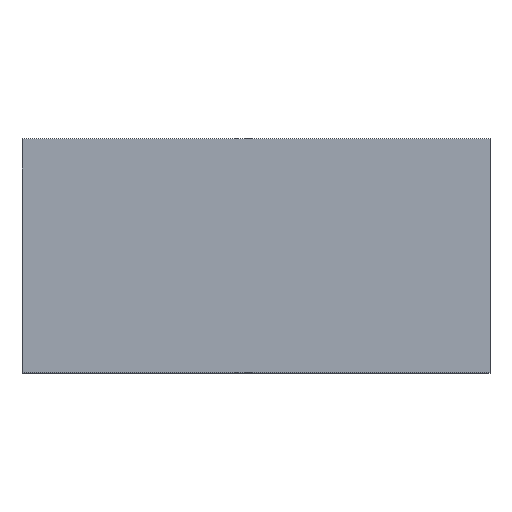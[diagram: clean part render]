
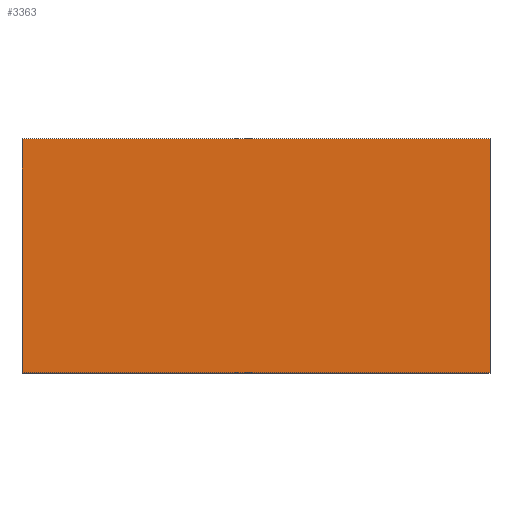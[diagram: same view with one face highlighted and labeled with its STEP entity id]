
A CAD part, top view. The second image highlights one B-rep face of the part: STEP entity #3363.
In plain terms, the highlighted planar face has unit normal (0, 0, 1).
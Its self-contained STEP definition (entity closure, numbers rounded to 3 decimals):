
#3363 = ADVANCED_FACE('',(#3364),#3378,.T.);
#3364 = FACE_BOUND('',#3365,.T.);
#3365 = EDGE_LOOP('',(#3366,#3401,#3429,#3457));
#3366 = ORIENTED_EDGE('',*,*,#3367,.T.);
#3367 = EDGE_CURVE('',#3368,#3370,#3372,.T.);
#3368 = VERTEX_POINT('',#3369);
#3369 = CARTESIAN_POINT('',(301.087,114.537,0.338));
#3370 = VERTEX_POINT('',#3371);
#3371 = CARTESIAN_POINT('',(299.487,114.537,0.338));
#3372 = SURFACE_CURVE('',#3373,(#3377,#3389),.PCURVE_S1.);
#3373 = LINE('',#3374,#3375);
#3374 = CARTESIAN_POINT('',(299.487,114.537,0.338));
#3375 = VECTOR('',#3376,1.);
#3376 = DIRECTION('',(-1.,-0.,0.));
#3377 = PCURVE('',#3378,#3383);
#3378 = PLANE('',#3379);
#3379 = AXIS2_PLACEMENT_3D('',#3380,#3381,#3382);
#3380 = CARTESIAN_POINT('',(299.487,113.737,0.338));
#3381 = DIRECTION('',(0.,0.,1.));
#3382 = DIRECTION('',(1.,0.,-0.));
#3383 = DEFINITIONAL_REPRESENTATION('',(#3384),#3388);
#3384 = LINE('',#3385,#3386);
#3385 = CARTESIAN_POINT('',(0.,0.8));
#3386 = VECTOR('',#3387,1.);
#3387 = DIRECTION('',(-1.,0.));
#3388 = ( GEOMETRIC_REPRESENTATION_CONTEXT(2) 
PARAMETRIC_REPRESENTATION_CONTEXT() REPRESENTATION_CONTEXT('2D SPACE',''
  ) );
#3389 = PCURVE('',#3390,#3395);
#3390 = PLANE('',#3391);
#3391 = AXIS2_PLACEMENT_3D('',#3392,#3393,#3394);
#3392 = CARTESIAN_POINT('',(299.487,114.537,0.338));
#3393 = DIRECTION('',(-0.,1.,0.));
#3394 = DIRECTION('',(0.,0.,1.));
#3395 = DEFINITIONAL_REPRESENTATION('',(#3396),#3400);
#3396 = LINE('',#3397,#3398);
#3397 = CARTESIAN_POINT('',(0.,0.));
#3398 = VECTOR('',#3399,1.);
#3399 = DIRECTION('',(0.,-1.));
#3400 = ( GEOMETRIC_REPRESENTATION_CONTEXT(2) 
PARAMETRIC_REPRESENTATION_CONTEXT() REPRESENTATION_CONTEXT('2D SPACE',''
  ) );
#3401 = ORIENTED_EDGE('',*,*,#3402,.T.);
#3402 = EDGE_CURVE('',#3370,#3403,#3405,.T.);
#3403 = VERTEX_POINT('',#3404);
#3404 = CARTESIAN_POINT('',(299.487,113.737,0.338));
#3405 = SURFACE_CURVE('',#3406,(#3410,#3417),.PCURVE_S1.);
#3406 = LINE('',#3407,#3408);
#3407 = CARTESIAN_POINT('',(299.487,113.737,0.338));
#3408 = VECTOR('',#3409,1.);
#3409 = DIRECTION('',(0.,-1.,-0.));
#3410 = PCURVE('',#3378,#3411);
#3411 = DEFINITIONAL_REPRESENTATION('',(#3412),#3416);
#3412 = LINE('',#3413,#3414);
#3413 = CARTESIAN_POINT('',(0.,0.));
#3414 = VECTOR('',#3415,1.);
#3415 = DIRECTION('',(0.,-1.));
#3416 = ( GEOMETRIC_REPRESENTATION_CONTEXT(2) 
PARAMETRIC_REPRESENTATION_CONTEXT() REPRESENTATION_CONTEXT('2D SPACE',''
  ) );
#3417 = PCURVE('',#3418,#3423);
#3418 = PLANE('',#3419);
#3419 = AXIS2_PLACEMENT_3D('',#3420,#3421,#3422);
#3420 = CARTESIAN_POINT('',(299.487,114.537,0.073));
#3421 = DIRECTION('',(-1.,0.,0.));
#3422 = DIRECTION('',(0.,0.,1.));
#3423 = DEFINITIONAL_REPRESENTATION('',(#3424),#3428);
#3424 = LINE('',#3425,#3426);
#3425 = CARTESIAN_POINT('',(0.265,-0.8));
#3426 = VECTOR('',#3427,1.);
#3427 = DIRECTION('',(0.,-1.));
#3428 = ( GEOMETRIC_REPRESENTATION_CONTEXT(2) 
PARAMETRIC_REPRESENTATION_CONTEXT() REPRESENTATION_CONTEXT('2D SPACE',''
  ) );
#3429 = ORIENTED_EDGE('',*,*,#3430,.T.);
#3430 = EDGE_CURVE('',#3403,#3431,#3433,.T.);
#3431 = VERTEX_POINT('',#3432);
#3432 = CARTESIAN_POINT('',(301.087,113.737,0.338));
#3433 = SURFACE_CURVE('',#3434,(#3438,#3445),.PCURVE_S1.);
#3434 = LINE('',#3435,#3436);
#3435 = CARTESIAN_POINT('',(299.487,113.737,0.338));
#3436 = VECTOR('',#3437,1.);
#3437 = DIRECTION('',(1.,0.,-0.));
#3438 = PCURVE('',#3378,#3439);
#3439 = DEFINITIONAL_REPRESENTATION('',(#3440),#3444);
#3440 = LINE('',#3441,#3442);
#3441 = CARTESIAN_POINT('',(0.,0.));
#3442 = VECTOR('',#3443,1.);
#3443 = DIRECTION('',(1.,0.));
#3444 = ( GEOMETRIC_REPRESENTATION_CONTEXT(2) 
PARAMETRIC_REPRESENTATION_CONTEXT() REPRESENTATION_CONTEXT('2D SPACE',''
  ) );
#3445 = PCURVE('',#3446,#3451);
#3446 = PLANE('',#3447);
#3447 = AXIS2_PLACEMENT_3D('',#3448,#3449,#3450);
#3448 = CARTESIAN_POINT('',(301.087,113.737,0.338));
#3449 = DIRECTION('',(0.,-1.,0.));
#3450 = DIRECTION('',(0.,-0.,-1.));
#3451 = DEFINITIONAL_REPRESENTATION('',(#3452),#3456);
#3452 = LINE('',#3453,#3454);
#3453 = CARTESIAN_POINT('',(-0.,-1.6));
#3454 = VECTOR('',#3455,1.);
#3455 = DIRECTION('',(0.,1.));
#3456 = ( GEOMETRIC_REPRESENTATION_CONTEXT(2) 
PARAMETRIC_REPRESENTATION_CONTEXT() REPRESENTATION_CONTEXT('2D SPACE',''
  ) );
#3457 = ORIENTED_EDGE('',*,*,#3458,.T.);
#3458 = EDGE_CURVE('',#3431,#3368,#3459,.T.);
#3459 = SURFACE_CURVE('',#3460,(#3464,#3471),.PCURVE_S1.);
#3460 = LINE('',#3461,#3462);
#3461 = CARTESIAN_POINT('',(301.087,113.737,0.338));
#3462 = VECTOR('',#3463,1.);
#3463 = DIRECTION('',(-0.,1.,0.));
#3464 = PCURVE('',#3378,#3465);
#3465 = DEFINITIONAL_REPRESENTATION('',(#3466),#3470);
#3466 = LINE('',#3467,#3468);
#3467 = CARTESIAN_POINT('',(1.6,0.));
#3468 = VECTOR('',#3469,1.);
#3469 = DIRECTION('',(0.,1.));
#3470 = ( GEOMETRIC_REPRESENTATION_CONTEXT(2) 
PARAMETRIC_REPRESENTATION_CONTEXT() REPRESENTATION_CONTEXT('2D SPACE',''
  ) );
#3471 = PCURVE('',#3472,#3477);
#3472 = PLANE('',#3473);
#3473 = AXIS2_PLACEMENT_3D('',#3474,#3475,#3476);
#3474 = CARTESIAN_POINT('',(301.087,113.737,0.018));
#3475 = DIRECTION('',(1.,0.,0.));
#3476 = DIRECTION('',(0.,0.,-1.));
#3477 = DEFINITIONAL_REPRESENTATION('',(#3478),#3482);
#3478 = LINE('',#3479,#3480);
#3479 = CARTESIAN_POINT('',(-0.32,0.));
#3480 = VECTOR('',#3481,1.);
#3481 = DIRECTION('',(0.,1.));
#3482 = ( GEOMETRIC_REPRESENTATION_CONTEXT(2) 
PARAMETRIC_REPRESENTATION_CONTEXT() REPRESENTATION_CONTEXT('2D SPACE',''
  ) );
